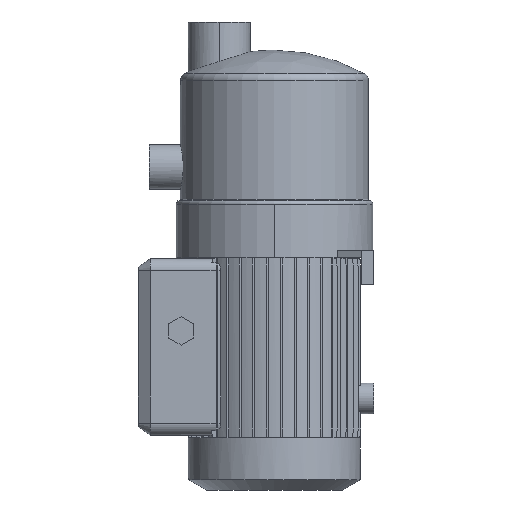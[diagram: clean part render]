
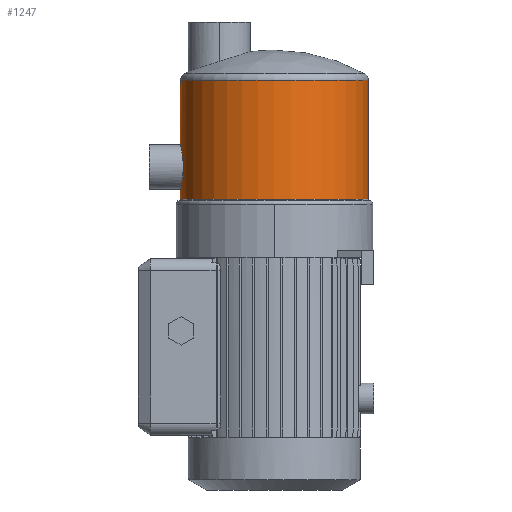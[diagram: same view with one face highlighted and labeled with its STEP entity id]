
A CAD part, left-side view. The second image highlights one B-rep face of the part: STEP entity #1247.
In plain terms, the highlighted cylindrical face has radius 76.5 mm (diameter 153 mm), a partial arc.
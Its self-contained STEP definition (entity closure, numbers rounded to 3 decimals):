
#118 = CARTESIAN_POINT ( 'NONE',  ( 0., 76.5, -26.5 ) ) ;
#206 = CARTESIAN_POINT ( 'NONE',  ( -10.654, 75.756, 14.83 ) ) ;
#253 = CARTESIAN_POINT ( 'NONE',  ( -8.114, 76.077, 16.39 ) ) ;
#401 = DIRECTION ( 'NONE',  ( 0., 0., -1. ) ) ;
#597 = CARTESIAN_POINT ( 'NONE',  ( -14.844, 75.047, 10.634 ) ) ;
#716 = CARTESIAN_POINT ( 'NONE',  ( -13.32, 75.333, -12.49 ) ) ;
#717 = CIRCLE ( 'NONE', #4468, 76.5 ) ;
#721 = CARTESIAN_POINT ( 'NONE',  ( 0., -76.5, 70.562 ) ) ;
#839 = EDGE_CURVE ( 'NONE', #7016, #8475, #1715, .T. ) ;
#1247 = ADVANCED_FACE ( 'NONE', ( #9846 ), #2220, .T. ) ;
#1275 = CARTESIAN_POINT ( 'NONE',  ( 0., 76.5, 70.562 ) ) ;
#1322 = EDGE_CURVE ( 'NONE', #5471, #2904, #10224, .T. ) ;
#1343 = DIRECTION ( 'NONE',  ( 0., 0., 1. ) ) ;
#1389 = DIRECTION ( 'NONE',  ( 0., 0., 1. ) ) ;
#1497 = CARTESIAN_POINT ( 'NONE',  ( -17.285, 74.522, -5.885 ) ) ;
#1615 = CARTESIAN_POINT ( 'NONE',  ( -14.483, 75.117, -11.12 ) ) ;
#1715 = CIRCLE ( 'NONE', #5458, 76.5 ) ;
#1779 = CARTESIAN_POINT ( 'NONE',  ( -2.403, 76.471, 18.131 ) ) ;
#1804 = EDGE_LOOP ( 'NONE', ( #2089, #2918, #10303, #9561, #8742, #2359 ) ) ;
#1830 = CARTESIAN_POINT ( 'NONE',  ( -6.467, 76.228, 17.076 ) ) ;
#2089 = ORIENTED_EDGE ( 'NONE', *, *, #8998, .F. ) ;
#2220 = CYLINDRICAL_SURFACE ( 'NONE', #8277, 76.5 ) ;
#2335 = CARTESIAN_POINT ( 'NONE',  ( -14.838, 75.048, -10.642 ) ) ;
#2359 = ORIENTED_EDGE ( 'NONE', *, *, #1322, .F. ) ;
#2440 = CARTESIAN_POINT ( 'NONE',  ( -13.724, 75.26, -12.045 ) ) ;
#2506 = CARTESIAN_POINT ( 'NONE',  ( -17.784, 74.404, 4.142 ) ) ;
#2538 = DIRECTION ( 'NONE',  ( 0., 0., 1. ) ) ;
#2559 = CARTESIAN_POINT ( 'NONE',  ( -15.841, 74.845, 9.142 ) ) ;
#2648 = VECTOR ( 'NONE', #2538, 1000. ) ;
#2790 = CARTESIAN_POINT ( 'NONE',  ( 0., 0., -26.5 ) ) ;
#2827 = CARTESIAN_POINT ( 'NONE',  ( -12.494, 75.474, 13.316 ) ) ;
#2904 = VERTEX_POINT ( 'NONE', #8593 ) ;
#2918 = ORIENTED_EDGE ( 'NONE', *, *, #4389, .T. ) ;
#3028 = CARTESIAN_POINT ( 'NONE',  ( 0., 0., 70.562 ) ) ;
#3396 = CARTESIAN_POINT ( 'NONE',  ( -16.4, 74.723, 8.094 ) ) ;
#3481 = LINE ( 'NONE', #6057, #2648 ) ;
#3500 = CARTESIAN_POINT ( 'NONE',  ( -14.485, 75.117, 11.118 ) ) ;
#3610 = CARTESIAN_POINT ( 'NONE',  ( -4.755, 76.354, 17.63 ) ) ;
#3966 = DIRECTION ( 'NONE',  ( 0., 1., 0. ) ) ;
#4062 = CARTESIAN_POINT ( 'NONE',  ( -15.827, 74.848, -9.163 ) ) ;
#4180 = CARTESIAN_POINT ( 'NONE',  ( -2.382, 76.472, -18.134 ) ) ;
#4229 = CARTESIAN_POINT ( 'NONE',  ( -9.138, 75.954, -15.809 ) ) ;
#4308 = DIRECTION ( 'NONE',  ( 0., -1., 0. ) ) ;
#4389 = EDGE_CURVE ( 'NONE', #7971, #6655, #717, .T. ) ;
#4444 = EDGE_CURVE ( 'NONE', #2904, #8475, #7172, .T. ) ;
#4468 = AXIS2_PLACEMENT_3D ( 'NONE', #2790, #8529, #4308 ) ;
#4803 = DIRECTION ( 'NONE',  ( 0., -1., 0. ) ) ;
#4960 = VECTOR ( 'NONE', #9516, 1000. ) ;
#4964 = CARTESIAN_POINT ( 'NONE',  ( -18.25, 74.291, -0.609 ) ) ;
#5028 = CARTESIAN_POINT ( 'NONE',  ( -1.193, 76.5, -18.25 ) ) ;
#5126 = CARTESIAN_POINT ( 'NONE',  ( -5.905, 76.274, 17.279 ) ) ;
#5240 = CARTESIAN_POINT ( 'NONE',  ( 0., 76.5, 18.25 ) ) ;
#5458 = AXIS2_PLACEMENT_3D ( 'NONE', #3028, #401, #3966 ) ;
#5471 = VERTEX_POINT ( 'NONE', #9987 ) ;
#5633 = CARTESIAN_POINT ( 'NONE',  ( 0., 0., 118. ) ) ;
#5743 = CARTESIAN_POINT ( 'NONE',  ( -12.057, 75.549, -13.751 ) ) ;
#5792 = CARTESIAN_POINT ( 'NONE',  ( -16.39, 74.725, -8.117 ) ) ;
#5908 = CARTESIAN_POINT ( 'NONE',  ( -17.288, 74.521, 5.878 ) ) ;
#6011 = CARTESIAN_POINT ( 'NONE',  ( -1.21, 76.5, 18.25 ) ) ;
#6057 = CARTESIAN_POINT ( 'NONE',  ( 0., 76.5, 118. ) ) ;
#6085 = LINE ( 'NONE', #6129, #4960 ) ;
#6129 = CARTESIAN_POINT ( 'NONE',  ( 0., -76.5, 118. ) ) ;
#6561 = CARTESIAN_POINT ( 'NONE',  ( 0., 76.5, -18.25 ) ) ;
#6614 = CARTESIAN_POINT ( 'NONE',  ( -18.219, 74.299, -1.215 ) ) ;
#6655 = VERTEX_POINT ( 'NONE', #8466 ) ;
#6721 = CARTESIAN_POINT ( 'NONE',  ( -18.1, 74.328, -2.407 ) ) ;
#6782 = CARTESIAN_POINT ( 'NONE',  ( -7.543, 76.129, -16.629 ) ) ;
#7016 = VERTEX_POINT ( 'NONE', #721 ) ;
#7172 = LINE ( 'NONE', #10577, #9967 ) ;
#7507 = CARTESIAN_POINT ( 'NONE',  ( -9.655, 75.89, -15.498 ) ) ;
#7559 = CARTESIAN_POINT ( 'NONE',  ( -4.752, 76.361, -17.662 ) ) ;
#7614 = CARTESIAN_POINT ( 'NONE',  ( -17.081, 74.569, -6.453 ) ) ;
#7718 = CARTESIAN_POINT ( 'NONE',  ( -4.168, 76.389, 17.778 ) ) ;
#7827 = CARTESIAN_POINT ( 'NONE',  ( -12.055, 75.546, 13.715 ) ) ;
#7971 = VERTEX_POINT ( 'NONE', #118 ) ;
#8228 = CARTESIAN_POINT ( 'NONE',  ( -5.895, 76.281, -17.313 ) ) ;
#8277 = AXIS2_PLACEMENT_3D ( 'NONE', #5633, #1389, #4803 ) ;
#8278 = CARTESIAN_POINT ( 'NONE',  ( -17.633, 74.44, -4.742 ) ) ;
#8341 = CARTESIAN_POINT ( 'NONE',  ( -18.133, 74.32, 2.385 ) ) ;
#8466 = CARTESIAN_POINT ( 'NONE',  ( 0., -76.5, -26.5 ) ) ;
#8475 = VERTEX_POINT ( 'NONE', #1275 ) ;
#8504 = CARTESIAN_POINT ( 'NONE',  ( -13.331, 75.331, 12.478 ) ) ;
#8529 = DIRECTION ( 'NONE',  ( 0., 0., 1. ) ) ;
#8593 = CARTESIAN_POINT ( 'NONE',  ( 0., 76.5, 18.25 ) ) ;
#8742 = ORIENTED_EDGE ( 'NONE', *, *, #4444, .F. ) ;
#8998 = EDGE_CURVE ( 'NONE', #7971, #5471, #3481, .T. ) ;
#9117 = CARTESIAN_POINT ( 'NONE',  ( -11.142, 75.691, -14.503 ) ) ;
#9287 = CARTESIAN_POINT ( 'NONE',  ( -17.085, 74.568, 6.443 ) ) ;
#9451 = CARTESIAN_POINT ( 'NONE',  ( -11.136, 75.687, 14.471 ) ) ;
#9516 = DIRECTION ( 'NONE',  ( 0., 0., 1. ) ) ;
#9558 = CARTESIAN_POINT ( 'NONE',  ( -13.729, 75.259, 12.038 ) ) ;
#9561 = ORIENTED_EDGE ( 'NONE', *, *, #839, .T. ) ;
#9846 = FACE_OUTER_BOUND ( 'NONE', #1804, .T. ) ;
#9957 = CARTESIAN_POINT ( 'NONE',  ( -8.082, 76.074, -16.374 ) ) ;
#9967 = VECTOR ( 'NONE', #1343, 1000. ) ;
#9987 = CARTESIAN_POINT ( 'NONE',  ( 0., 76.5, -18.25 ) ) ;
#10175 = CARTESIAN_POINT ( 'NONE',  ( -17.638, 74.439, 4.723 ) ) ;
#10224 = B_SPLINE_CURVE_WITH_KNOTS ( 'NONE', 3,
 ( #6561, #5028, #4180, #7559, #8228, #6782, #9957, #4229, #7507, #9117, #5743, #716, #2440, #1615, #2335, #4062, #5792, #7614, #1497, #8278, #10959, #10854, #6721, #6614, #4964, #11017, #8341, #2506, #10175, #5908, #9287, #3396, #2559, #597, #3500, #9558, #8504, #2827, #7827, #9451, #206, #10284, #253, #1830, #5126, #3610, #7718, #1779, #6011, #5240 ),
 .UNSPECIFIED., .F., .F.,
 ( 4, 2, 2, 2, 2, 2, 2, 2, 2, 2, 2, 2, 2, 2, 2, 2, 2, 2, 2, 2, 2, 2, 2, 2, 4 ),
 ( 0.057, 0.061, 0.064, 0.066, 0.068, 0.072, 0.073, 0.075, 0.079, 0.081, 0.082, 0.084, 0.086, 0.089, 0.091, 0.093, 0.097, 0.098, 0.1, 0.102, 0.104, 0.107, 0.109, 0.111, 0.115 ),
 .UNSPECIFIED. ) ;
#10284 = CARTESIAN_POINT ( 'NONE',  ( -9.161, 75.956, 15.83 ) ) ;
#10303 = ORIENTED_EDGE ( 'NONE', *, *, #10704, .T. ) ;
#10577 = CARTESIAN_POINT ( 'NONE',  ( 0., 76.5, 118. ) ) ;
#10704 = EDGE_CURVE ( 'NONE', #6655, #7016, #6085, .T. ) ;
#10854 = CARTESIAN_POINT ( 'NONE',  ( -18.012, 74.349, -2.997 ) ) ;
#10959 = CARTESIAN_POINT ( 'NONE',  ( -17.778, 74.406, -4.165 ) ) ;
#11017 = CARTESIAN_POINT ( 'NONE',  ( -18.25, 74.291, 1.197 ) ) ;
